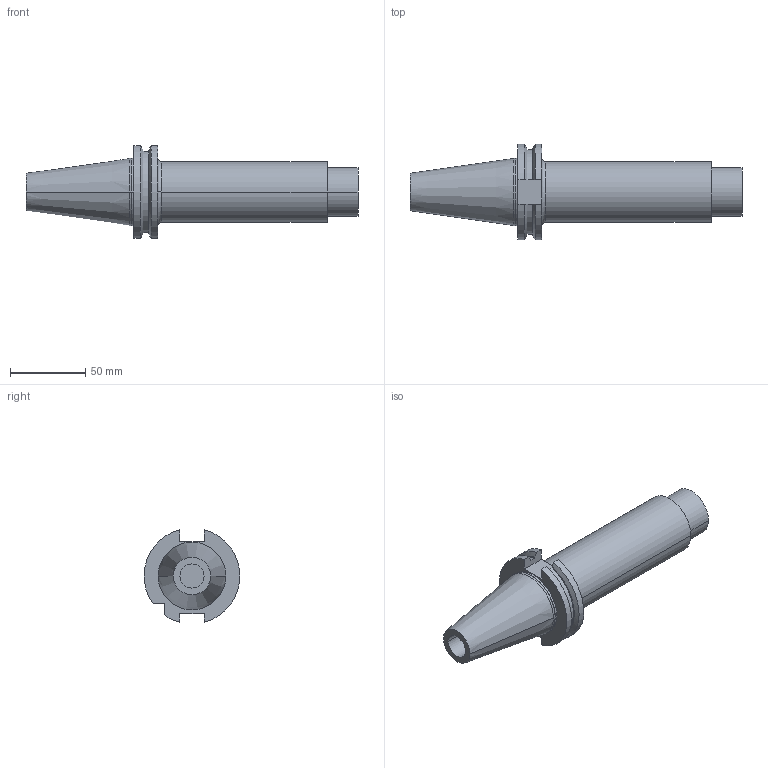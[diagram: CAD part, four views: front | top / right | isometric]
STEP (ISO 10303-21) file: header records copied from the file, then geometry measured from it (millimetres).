
FILE_DESCRIPTION((''),'2;1');
FILE_NAME('84414916','2020-01-28T10:05:45',('Thiemer'),(''),'CREO PARAMETRIC BY PTC INC, 2018400','CREO PARAMETRIC BY PTC INC, 2018400','');
FILE_SCHEMA(('AUTOMOTIVE_DESIGN { 1 0 10303 214 1 1 1 1 }'));
Length unit declared in the file: millimetre
Products named in the file (1): 84414916
Bounding box: 220.3 x 63.54 x 61.48 mm (x, y, z)
Volume: 227118.4 mm3; surface area: 43209.5 mm2
Topology: 1 solids, 1 shells, 58 faces, 141 edges, 92 vertices
Faces by surface type: plane 23, cylinder 21, cone 12, torus 2
Entity records: 2695 total; most frequent: CARTESIAN_POINT 363, DIRECTION 351, ORIENTED_EDGE 282, PRESENTATION_STYLE_ASSIGNMENT 169, STYLED_ITEM 169, CURVE_STYLE 168, EDGE_CURVE 141, AXIS2_PLACEMENT_3D 136
